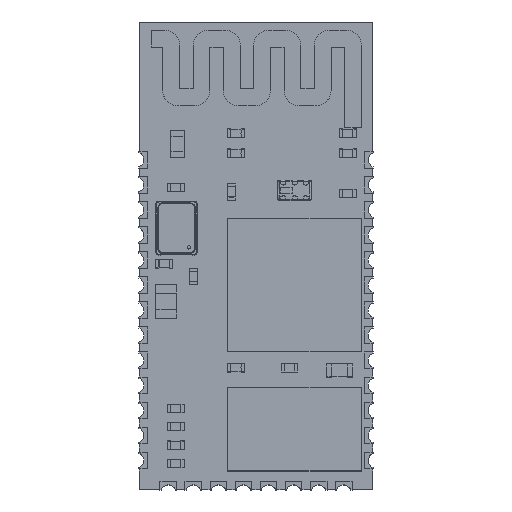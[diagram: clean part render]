
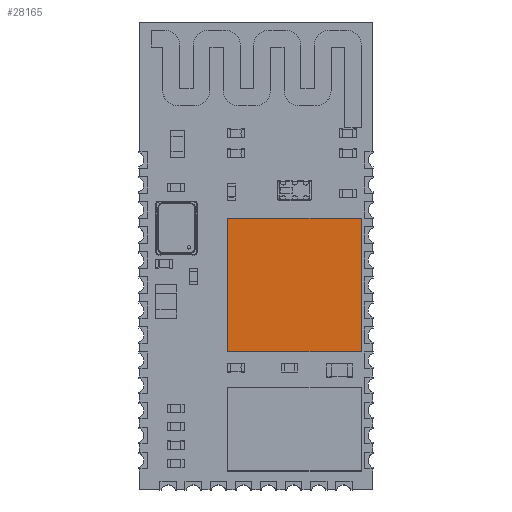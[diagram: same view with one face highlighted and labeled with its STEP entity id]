
A CAD part, top view. The second image highlights one B-rep face of the part: STEP entity #28165.
In plain terms, the highlighted planar face has unit normal (0, 0, 1).
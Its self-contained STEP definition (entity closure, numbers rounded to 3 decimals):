
#2054 = VERTEX_POINT ( 'NONE', #14841 ) ;
#2165 = CARTESIAN_POINT ( 'NONE',  ( 10.633, -11.5, 2.35 ) ) ;
#2223 = ORIENTED_EDGE ( 'NONE', *, *, #13840, .F. ) ;
#2241 = EDGE_LOOP ( 'NONE', ( #33480, #34920, #2223, #19191 ) ) ;
#2430 = CARTESIAN_POINT ( 'NONE',  ( 13.3, -11.5, 2.35 ) ) ;
#3027 = PLANE ( 'NONE',  #12527 ) ;
#3638 = CARTESIAN_POINT ( 'NONE',  ( 5.3, -3.5, 2.35 ) ) ;
#3726 = CARTESIAN_POINT ( 'NONE',  ( 5.3, -8.833, 2.35 ) ) ;
#4543 = CARTESIAN_POINT ( 'NONE',  ( 13.3, -3.5, 2.35 ) ) ;
#5244 = CARTESIAN_POINT ( 'NONE',  ( 5.3, -11.5, 2.35 ) ) ;
#10479 = CARTESIAN_POINT ( 'NONE',  ( 7.967, -11.5, 2.35 ) ) ;
#10676 = CARTESIAN_POINT ( 'NONE',  ( 5.3, -3.5, 2.35 ) ) ;
#10954 = B_SPLINE_CURVE_WITH_KNOTS ( 'NONE', 3,
 ( #28561, #3726, #30733, #17293 ),
 .UNSPECIFIED., .F., .F.,
 ( 4, 4 ),
 ( 0., 1. ),
 .UNSPECIFIED. ) ;
#10978 = FACE_OUTER_BOUND ( 'NONE', #2241, .T. ) ;
#11510 = DIRECTION ( 'NONE',  ( 1., 0., 0. ) ) ;
#12527 = AXIS2_PLACEMENT_3D ( 'NONE', #17116, #28020, #11510 ) ;
#13326 = CARTESIAN_POINT ( 'NONE',  ( 13.3, -3.5, 2.35 ) ) ;
#13840 = EDGE_CURVE ( 'NONE', #25939, #16523, #10954, .T. ) ;
#14841 = CARTESIAN_POINT ( 'NONE',  ( 13.3, -3.5, 2.35 ) ) ;
#15868 = CARTESIAN_POINT ( 'NONE',  ( 13.3, -8.833, 2.35 ) ) ;
#16523 = VERTEX_POINT ( 'NONE', #3638 ) ;
#17116 = CARTESIAN_POINT ( 'NONE',  ( 0., 0., 2.35 ) ) ;
#17149 = B_SPLINE_CURVE_WITH_KNOTS ( 'NONE', 3,
 ( #13326, #28630, #15868, #29643 ),
 .UNSPECIFIED., .F., .F.,
 ( 4, 4 ),
 ( 0., 1. ),
 .UNSPECIFIED. ) ;
#17293 = CARTESIAN_POINT ( 'NONE',  ( 5.3, -3.5, 2.35 ) ) ;
#17462 = CARTESIAN_POINT ( 'NONE',  ( 5.3, -11.5, 2.35 ) ) ;
#18985 = CARTESIAN_POINT ( 'NONE',  ( 13.3, -11.5, 2.35 ) ) ;
#19191 = ORIENTED_EDGE ( 'NONE', *, *, #25501, .F. ) ;
#21532 = EDGE_CURVE ( 'NONE', #16523, #2054, #27306, .T. ) ;
#23439 = EDGE_CURVE ( 'NONE', #2054, #30554, #17149, .T. ) ;
#24291 = B_SPLINE_CURVE_WITH_KNOTS ( 'NONE', 3,
 ( #18985, #2165, #10479, #5244 ),
 .UNSPECIFIED., .F., .F.,
 ( 4, 4 ),
 ( 0., 1. ),
 .UNSPECIFIED. ) ;
#25501 = EDGE_CURVE ( 'NONE', #30554, #25939, #24291, .T. ) ;
#25939 = VERTEX_POINT ( 'NONE', #17462 ) ;
#27306 = B_SPLINE_CURVE_WITH_KNOTS ( 'NONE', 3,
 ( #10676, #29374, #29903, #4543 ),
 .UNSPECIFIED., .F., .F.,
 ( 4, 4 ),
 ( 0., 1. ),
 .UNSPECIFIED. ) ;
#28020 = DIRECTION ( 'NONE',  ( 0., 0., 1. ) ) ;
#28165 = ADVANCED_FACE ( 'NONE', ( #10978 ), #3027, .T. ) ;
#28561 = CARTESIAN_POINT ( 'NONE',  ( 5.3, -11.5, 2.35 ) ) ;
#28630 = CARTESIAN_POINT ( 'NONE',  ( 13.3, -6.167, 2.35 ) ) ;
#29374 = CARTESIAN_POINT ( 'NONE',  ( 7.967, -3.5, 2.35 ) ) ;
#29643 = CARTESIAN_POINT ( 'NONE',  ( 13.3, -11.5, 2.35 ) ) ;
#29903 = CARTESIAN_POINT ( 'NONE',  ( 10.633, -3.5, 2.35 ) ) ;
#30554 = VERTEX_POINT ( 'NONE', #2430 ) ;
#30733 = CARTESIAN_POINT ( 'NONE',  ( 5.3, -6.167, 2.35 ) ) ;
#33480 = ORIENTED_EDGE ( 'NONE', *, *, #23439, .F. ) ;
#34920 = ORIENTED_EDGE ( 'NONE', *, *, #21532, .F. ) ;
